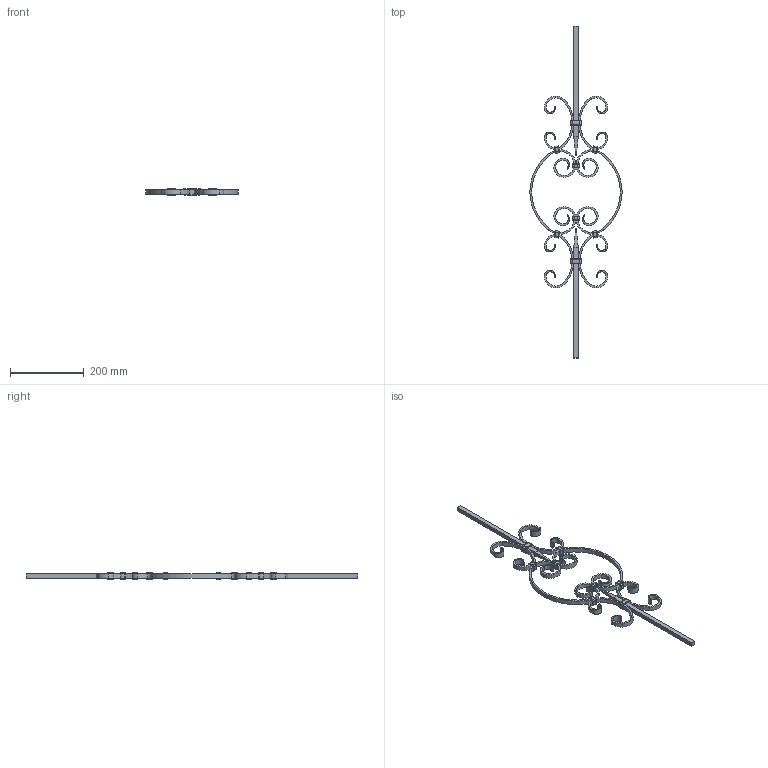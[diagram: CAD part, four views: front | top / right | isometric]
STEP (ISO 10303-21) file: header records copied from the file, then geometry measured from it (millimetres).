
FILE_DESCRIPTION (( 'STEP AP203' ), '1' );
FILE_NAME ('1272.STEP', '2023-06-20T06:21:43', ( '' ), ( '' ), 'SwSTEP 2.0', 'SolidWorks 2018', '' );
FILE_SCHEMA (( 'CONFIG_CONTROL_DESIGN' ));
Length unit declared in the file: millimetre
Products named in the file (1): 1272
Bounding box: 250 x 900 x 19 mm (x, y, z)
Volume: 282432.6 mm3; surface area: 150361.4 mm2
Topology: 12 solids, 12 shells, 1592 faces, 3392 edges, 1824 vertices
Faces by surface type: plane 624, cylinder 528, torus 288, bspline 152
Entity records: 48871 total; most frequent: CARTESIAN_POINT 15245, DIRECTION 7250, ORIENTED_EDGE 6784, EDGE_CURVE 3392, AXIS2_PLACEMENT_3D 2745, VERTEX_POINT 1824, VECTOR 1760, LINE 1760
